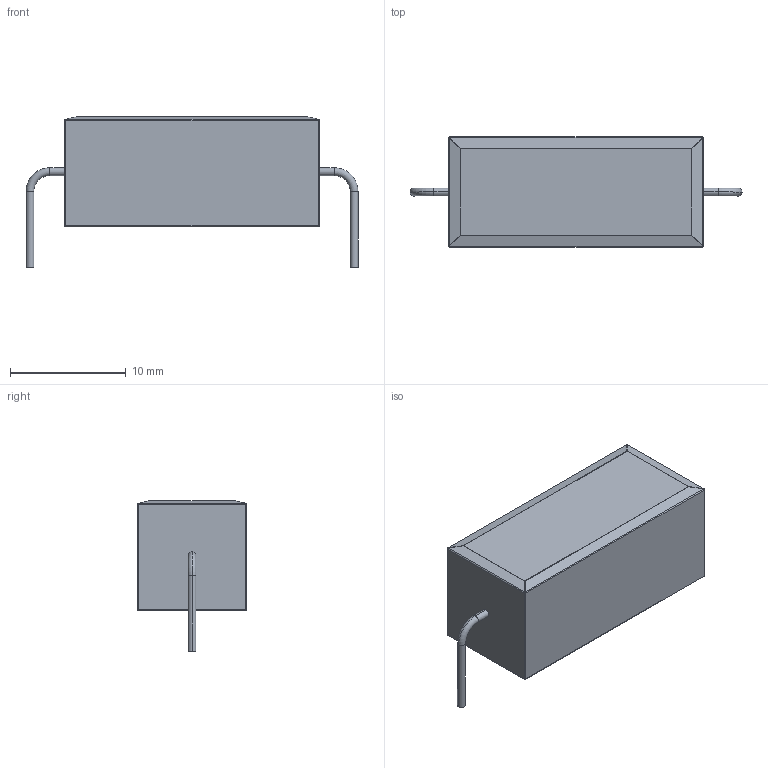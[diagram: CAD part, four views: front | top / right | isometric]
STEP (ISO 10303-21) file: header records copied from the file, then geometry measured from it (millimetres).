
FILE_DESCRIPTION (( 'STEP AP214' ), '1' );
FILE_NAME ('RES-TH_L22.0-W9.5-H9.5-P28.00.step', '2022-07-28T09:56:11', ( '' ), ( '' ), 'SwSTEP 2.0', 'SolidWorks 2020', '' );
FILE_SCHEMA (( 'AUTOMOTIVE_DESIGN' ));
Length unit declared in the file: millimetre
Products named in the file (1): RES-TH_L22.0-W9.5-H9.5-P28.00
Bounding box: 28.68 x 9.5 x 13 mm (x, y, z)
Volume: 1985.3 mm3; surface area: 1041.7 mm2
Topology: 1 solids, 1 shells, 280 faces, 731 edges, 466 vertices
Faces by surface type: plane 138, bspline 98, cylinder 28, sphere 12, torus 4
Entity records: 12069 total; most frequent: CARTESIAN_POINT 2776, ORIENTED_EDGE 1446, DIRECTION 949, EDGE_CURVE 723, VERTEX_POINT 466, VECTOR 463, LINE 463, EDGE_LOOP 301
